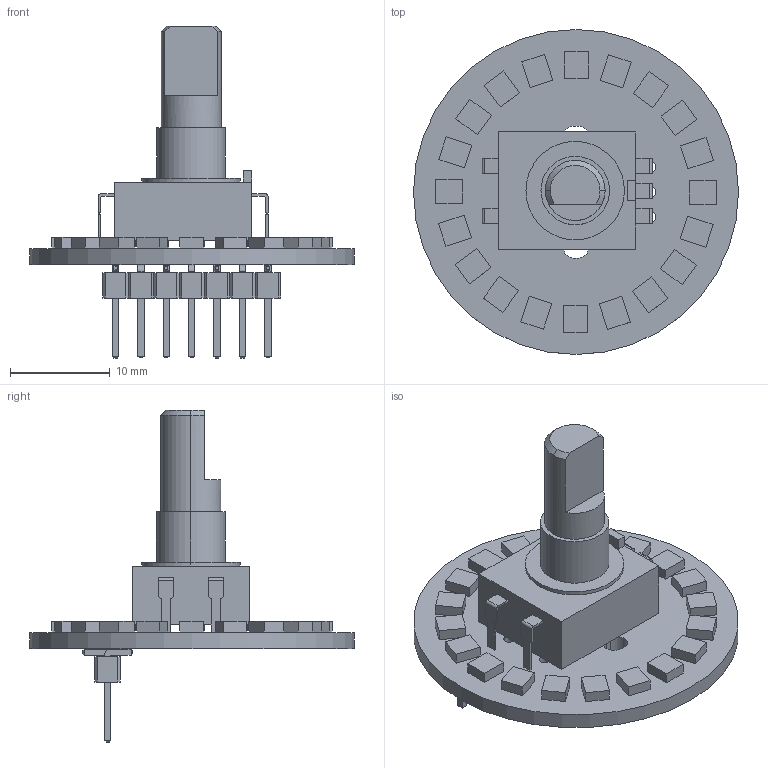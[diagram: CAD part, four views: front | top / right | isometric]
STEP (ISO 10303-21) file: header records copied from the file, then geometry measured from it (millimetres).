
FILE_DESCRIPTION(('KiCad electronic assembly'),'2;1');
FILE_NAME('Encoder Board.step','2019-08-01T20:37:36',('An Author'),( 'A Company'),'Open CASCADE STEP processor 6.9', 'KiCad to STEP converter','Unknown');
FILE_SCHEMA(('AUTOMOTIVE_DESIGN { 1 0 10303 214 1 1 1 1 }'));
Length unit declared in the file: millimetre
Products named in the file (8): Open CASCADE STEP translator 6.9 1; PinHeader_1x07_P2.54mm_Vertical_SMD_Pin1Left; SOLID; Encoder; LED; COMPOUND
Assembly tree (26 placements, depth 3):
  Open CASCADE STEP translator 6.9 1
    PinHeader_1x07_P2.54mm_Vertical_SMD_Pin1Left
      SOLID
    Encoder
      SOLID
    LED  x20
      SOLID
    COMPOUND
Bounding box: 32.51 x 32.51 x 33.21 mm (x, y, z)
Volume: 3000.1 mm3; surface area: 3718.2 mm2
Topology: 23 solids, 23 shells, 418 faces, 992 edges, 642 vertices
Faces by surface type: plane 382, cylinder 33, cone 3
Full cylindrical faces by diameter (mm): 1 x5, 32.512 x1
Entity records: 20594 total; most frequent: CARTESIAN_POINT 3245, DIRECTION 3007, LINE 2147, VECTOR 2147, ORIENTED_EDGE 1528, PCURVE 1528, DEFINITIONAL_REPRESENTATION 1528, EDGE_CURVE 764
